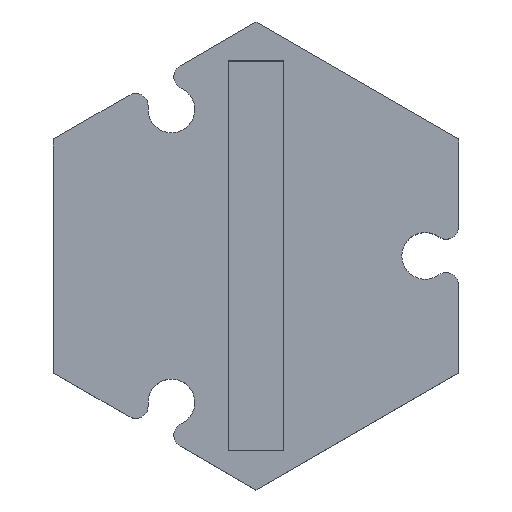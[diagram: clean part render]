
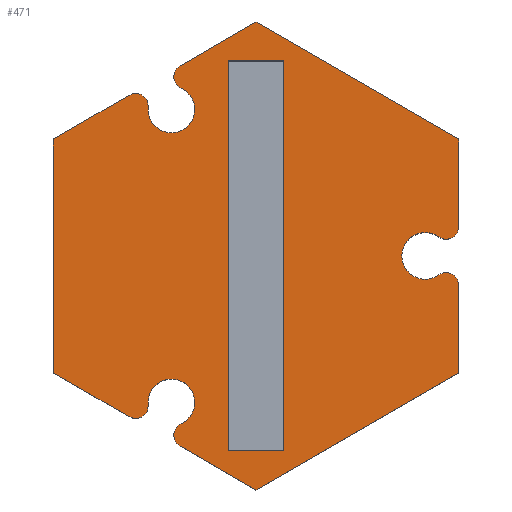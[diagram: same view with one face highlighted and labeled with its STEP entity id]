
A CAD part, top view. The second image highlights one B-rep face of the part: STEP entity #471.
In plain terms, the highlighted planar face has unit normal (0, 0, 1).
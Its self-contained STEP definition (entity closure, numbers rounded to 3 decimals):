
#15=FACE_BOUND('',#92,.T.);
#17=CIRCLE('',#494,4.2);
#19=CIRCLE('',#497,2.25);
#21=CIRCLE('',#503,2.25);
#23=CIRCLE('',#506,4.2);
#25=CIRCLE('',#509,2.25);
#27=CIRCLE('',#515,2.25);
#29=CIRCLE('',#518,4.2);
#31=CIRCLE('',#521,2.25);
#33=CIRCLE('',#527,2.25);
#66=FACE_OUTER_BOUND('',#91,.T.);
#91=EDGE_LOOP('',(#392,#393,#394,#395,#396,#397,#398,#399,#400,#401,#402,
#403,#404,#405,#406,#407,#408,#409));
#92=EDGE_LOOP('',(#410,#411,#412,#413));
#99=LINE('',#680,#147);
#102=LINE('',#685,#150);
#103=LINE('',#688,#151);
#105=LINE('',#691,#153);
#110=LINE('',#711,#158);
#113=LINE('',#717,#161);
#116=LINE('',#723,#164);
#122=LINE('',#747,#170);
#125=LINE('',#753,#173);
#128=LINE('',#759,#176);
#134=LINE('',#783,#182);
#137=LINE('',#789,#185);
#140=LINE('',#795,#188);
#147=VECTOR('',#541,10.);
#150=VECTOR('',#546,10.);
#151=VECTOR('',#549,10.);
#153=VECTOR('',#553,10.);
#158=VECTOR('',#572,10.);
#161=VECTOR('',#577,10.);
#164=VECTOR('',#582,10.);
#170=VECTOR('',#608,10.);
#173=VECTOR('',#613,10.);
#176=VECTOR('',#618,10.);
#182=VECTOR('',#644,10.);
#185=VECTOR('',#649,10.);
#188=VECTOR('',#654,10.);
#194=VERTEX_POINT('',#677);
#195=VERTEX_POINT('',#679);
#196=VERTEX_POINT('',#683);
#197=VERTEX_POINT('',#687);
#200=VERTEX_POINT('',#696);
#201=VERTEX_POINT('',#698);
#203=VERTEX_POINT('',#704);
#205=VERTEX_POINT('',#710);
#207=VERTEX_POINT('',#716);
#209=VERTEX_POINT('',#722);
#211=VERTEX_POINT('',#728);
#213=VERTEX_POINT('',#734);
#215=VERTEX_POINT('',#740);
#217=VERTEX_POINT('',#746);
#219=VERTEX_POINT('',#752);
#221=VERTEX_POINT('',#758);
#223=VERTEX_POINT('',#764);
#225=VERTEX_POINT('',#770);
#227=VERTEX_POINT('',#776);
#229=VERTEX_POINT('',#782);
#231=VERTEX_POINT('',#788);
#233=VERTEX_POINT('',#794);
#239=EDGE_CURVE('',#195,#194,#99,.T.);
#242=EDGE_CURVE('',#194,#196,#102,.T.);
#243=EDGE_CURVE('',#197,#195,#103,.T.);
#245=EDGE_CURVE('',#196,#197,#105,.T.);
#248=EDGE_CURVE('',#201,#200,#17,.T.);
#251=EDGE_CURVE('',#203,#201,#19,.T.);
#254=EDGE_CURVE('',#205,#203,#110,.T.);
#257=EDGE_CURVE('',#207,#205,#113,.T.);
#260=EDGE_CURVE('',#209,#207,#116,.T.);
#263=EDGE_CURVE('',#211,#209,#21,.T.);
#266=EDGE_CURVE('',#213,#211,#23,.T.);
#269=EDGE_CURVE('',#215,#213,#25,.T.);
#272=EDGE_CURVE('',#217,#215,#122,.T.);
#275=EDGE_CURVE('',#219,#217,#125,.T.);
#278=EDGE_CURVE('',#221,#219,#128,.T.);
#281=EDGE_CURVE('',#223,#221,#27,.T.);
#284=EDGE_CURVE('',#225,#223,#29,.T.);
#287=EDGE_CURVE('',#227,#225,#31,.T.);
#290=EDGE_CURVE('',#229,#227,#134,.T.);
#293=EDGE_CURVE('',#231,#229,#137,.T.);
#296=EDGE_CURVE('',#233,#231,#140,.T.);
#299=EDGE_CURVE('',#200,#233,#33,.T.);
#392=ORIENTED_EDGE('',*,*,#299,.T.);
#393=ORIENTED_EDGE('',*,*,#296,.T.);
#394=ORIENTED_EDGE('',*,*,#293,.T.);
#395=ORIENTED_EDGE('',*,*,#290,.T.);
#396=ORIENTED_EDGE('',*,*,#287,.T.);
#397=ORIENTED_EDGE('',*,*,#284,.T.);
#398=ORIENTED_EDGE('',*,*,#281,.T.);
#399=ORIENTED_EDGE('',*,*,#278,.T.);
#400=ORIENTED_EDGE('',*,*,#275,.T.);
#401=ORIENTED_EDGE('',*,*,#272,.T.);
#402=ORIENTED_EDGE('',*,*,#269,.T.);
#403=ORIENTED_EDGE('',*,*,#266,.T.);
#404=ORIENTED_EDGE('',*,*,#263,.T.);
#405=ORIENTED_EDGE('',*,*,#260,.T.);
#406=ORIENTED_EDGE('',*,*,#257,.T.);
#407=ORIENTED_EDGE('',*,*,#254,.T.);
#408=ORIENTED_EDGE('',*,*,#251,.T.);
#409=ORIENTED_EDGE('',*,*,#248,.T.);
#410=ORIENTED_EDGE('',*,*,#242,.T.);
#411=ORIENTED_EDGE('',*,*,#245,.T.);
#412=ORIENTED_EDGE('',*,*,#243,.T.);
#413=ORIENTED_EDGE('',*,*,#239,.T.);
#446=PLANE('',#528);
#471=ADVANCED_FACE('',(#66,#15),#446,.T.);
#494=AXIS2_PLACEMENT_3D('',#699,#559,#560);
#497=AXIS2_PLACEMENT_3D('',#705,#566,#567);
#503=AXIS2_PLACEMENT_3D('',#729,#588,#589);
#506=AXIS2_PLACEMENT_3D('',#735,#595,#596);
#509=AXIS2_PLACEMENT_3D('',#741,#602,#603);
#515=AXIS2_PLACEMENT_3D('',#765,#624,#625);
#518=AXIS2_PLACEMENT_3D('',#771,#631,#632);
#521=AXIS2_PLACEMENT_3D('',#777,#638,#639);
#527=AXIS2_PLACEMENT_3D('',#799,#660,#661);
#528=AXIS2_PLACEMENT_3D('',#800,#662,#663);
#541=DIRECTION('',(0.,1.,0.));
#546=DIRECTION('',(1.,0.,0.));
#549=DIRECTION('',(-1.,0.,0.));
#553=DIRECTION('',(0.,-1.,0.));
#559=DIRECTION('center_axis',(0.,0.,-1.));
#560=DIRECTION('ref_axis',(-0.995,0.097,0.));
#566=DIRECTION('center_axis',(0.,0.,1.));
#567=DIRECTION('ref_axis',(-0.5,0.866,0.));
#572=DIRECTION('',(-0.866,-0.5,0.));
#577=DIRECTION('',(-0.866,0.5,0.));
#582=DIRECTION('',(0.,1.,0.));
#588=DIRECTION('center_axis',(0.,0.,1.));
#589=DIRECTION('ref_axis',(-0.581,-0.814,0.));
#595=DIRECTION('center_axis',(0.,0.,-1.));
#596=DIRECTION('ref_axis',(0.581,0.814,0.));
#602=DIRECTION('center_axis',(0.,0.,1.));
#603=DIRECTION('ref_axis',(1.,0.,0.));
#608=DIRECTION('',(0.,1.,0.));
#613=DIRECTION('',(0.866,0.5,0.));
#618=DIRECTION('',(0.866,-0.5,0.));
#624=DIRECTION('center_axis',(0.,0.,1.));
#625=DIRECTION('ref_axis',(-0.414,0.91,0.));
#631=DIRECTION('center_axis',(0.,0.,-1.));
#632=DIRECTION('ref_axis',(0.414,-0.91,0.));
#638=DIRECTION('center_axis',(0.,0.,1.));
#639=DIRECTION('ref_axis',(-0.5,-0.866,0.));
#644=DIRECTION('',(0.866,-0.5,0.));
#649=DIRECTION('',(0.,-1.,0.));
#654=DIRECTION('',(-0.866,-0.5,0.));
#660=DIRECTION('center_axis',(0.,0.,1.));
#661=DIRECTION('ref_axis',(0.995,-0.097,0.));
#662=DIRECTION('center_axis',(0.,0.,1.));
#663=DIRECTION('ref_axis',(1.,0.,0.));
#677=CARTESIAN_POINT('',(-5.,35.,10.2));
#679=CARTESIAN_POINT('',(-5.,-35.,10.2));
#680=CARTESIAN_POINT('',(-5.,-17.5,10.2));
#683=CARTESIAN_POINT('',(5.,35.,10.2));
#685=CARTESIAN_POINT('',(-2.5,35.,10.2));
#687=CARTESIAN_POINT('',(5.,-35.,10.2));
#688=CARTESIAN_POINT('',(2.5,-35.,10.2));
#691=CARTESIAN_POINT('',(5.,17.5,10.2));
#696=CARTESIAN_POINT('',(-19.367,26.71,10.2));
#698=CARTESIAN_POINT('',(-13.448,30.127,10.2));
#699=CARTESIAN_POINT('Origin',(-15.187,26.304,10.2));
#704=CARTESIAN_POINT('',(-13.642,34.124,10.2));
#705=CARTESIAN_POINT('Origin',(-12.517,32.175,10.2));
#710=CARTESIAN_POINT('',(0.,42.,10.2));
#711=CARTESIAN_POINT('',(0.,42.,10.2));
#716=CARTESIAN_POINT('',(36.373,21.,10.2));
#717=CARTESIAN_POINT('',(36.373,21.,10.2));
#722=CARTESIAN_POINT('',(36.373,5.248,10.2));
#723=CARTESIAN_POINT('',(36.373,5.248,10.2));
#728=CARTESIAN_POINT('',(32.815,3.417,10.2));
#729=CARTESIAN_POINT('Origin',(34.123,5.248,10.2));
#734=CARTESIAN_POINT('',(32.815,-3.417,10.2));
#735=CARTESIAN_POINT('Origin',(30.373,0.,10.2));
#740=CARTESIAN_POINT('',(36.373,-5.248,10.2));
#741=CARTESIAN_POINT('Origin',(34.123,-5.248,10.2));
#746=CARTESIAN_POINT('',(36.373,-21.,10.2));
#747=CARTESIAN_POINT('',(36.373,-21.,10.2));
#752=CARTESIAN_POINT('',(0.,-42.,10.2));
#753=CARTESIAN_POINT('',(0.,-42.,10.2));
#758=CARTESIAN_POINT('',(-13.642,-34.124,10.2));
#759=CARTESIAN_POINT('',(-13.642,-34.124,10.2));
#764=CARTESIAN_POINT('',(-13.448,-30.127,10.2));
#765=CARTESIAN_POINT('Origin',(-12.517,-32.175,10.2));
#770=CARTESIAN_POINT('',(-19.367,-26.71,10.2));
#771=CARTESIAN_POINT('Origin',(-15.187,-26.304,10.2));
#776=CARTESIAN_POINT('',(-22.731,-28.876,10.2));
#777=CARTESIAN_POINT('Origin',(-21.606,-26.928,10.2));
#782=CARTESIAN_POINT('',(-36.373,-21.,10.2));
#783=CARTESIAN_POINT('',(-36.373,-21.,10.2));
#788=CARTESIAN_POINT('',(-36.373,21.,10.2));
#789=CARTESIAN_POINT('',(-36.373,21.,10.2));
#794=CARTESIAN_POINT('',(-22.731,28.876,10.2));
#795=CARTESIAN_POINT('',(-22.731,28.876,10.2));
#799=CARTESIAN_POINT('Origin',(-21.606,26.928,10.2));
#800=CARTESIAN_POINT('Origin',(0.,0.,10.2));
